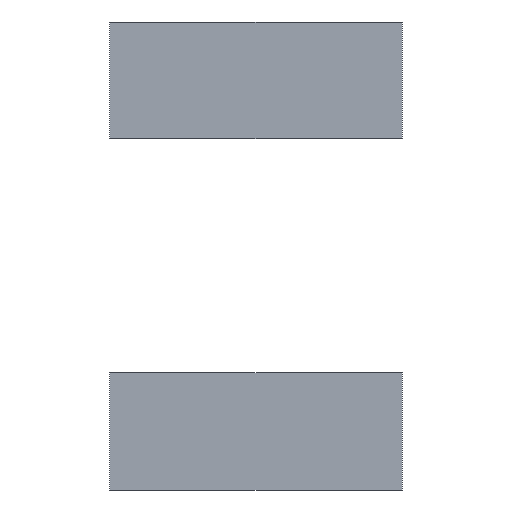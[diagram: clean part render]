
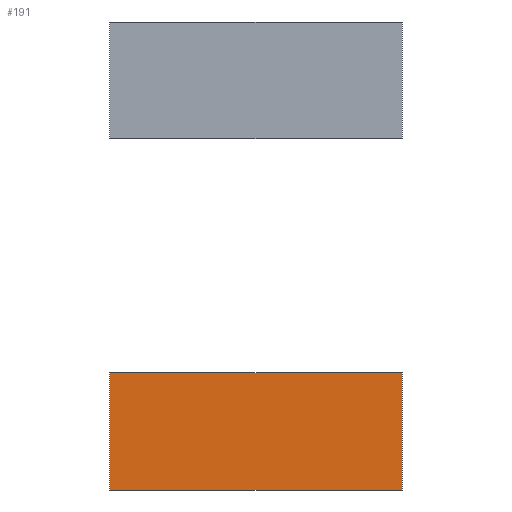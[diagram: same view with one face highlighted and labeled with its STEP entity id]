
A CAD part, front view. The second image highlights one B-rep face of the part: STEP entity #191.
In plain terms, the highlighted planar face has unit normal (0, -1, 0).
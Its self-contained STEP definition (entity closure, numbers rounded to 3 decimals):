
#19=FACE_OUTER_BOUND('',#31,.T.);
#31=EDGE_LOOP('',(#137,#138,#139,#140));
#47=LINE('',#293,#71);
#48=LINE('',#296,#72);
#49=LINE('',#298,#73);
#50=LINE('',#299,#74);
#71=VECTOR('',#240,10.);
#72=VECTOR('',#243,10.);
#73=VECTOR('',#244,10.);
#74=VECTOR('',#245,10.);
#93=VERTEX_POINT('',#289);
#94=VERTEX_POINT('',#291);
#95=VERTEX_POINT('',#295);
#96=VERTEX_POINT('',#297);
#111=EDGE_CURVE('',#93,#94,#47,.T.);
#112=EDGE_CURVE('',#95,#93,#48,.T.);
#113=EDGE_CURVE('',#96,#94,#49,.T.);
#114=EDGE_CURVE('',#95,#96,#50,.T.);
#137=ORIENTED_EDGE('',*,*,#112,.T.);
#138=ORIENTED_EDGE('',*,*,#111,.T.);
#139=ORIENTED_EDGE('',*,*,#113,.F.);
#140=ORIENTED_EDGE('',*,*,#114,.F.);
#179=PLANE('',#218);
#191=ADVANCED_FACE('',(#19),#179,.T.);
#218=AXIS2_PLACEMENT_3D('',#294,#241,#242);
#240=DIRECTION('',(0.,0.,1.));
#241=DIRECTION('center_axis',(0.,-1.,0.));
#242=DIRECTION('ref_axis',(1.,0.,0.));
#243=DIRECTION('',(1.,0.,0.));
#244=DIRECTION('',(1.,0.,0.));
#245=DIRECTION('',(0.,0.,1.));
#289=CARTESIAN_POINT('',(25.,40.,0.));
#291=CARTESIAN_POINT('',(25.,40.,10.));
#293=CARTESIAN_POINT('',(25.,40.,0.));
#294=CARTESIAN_POINT('Origin',(0.,40.,0.));
#295=CARTESIAN_POINT('',(0.,40.,0.));
#296=CARTESIAN_POINT('',(0.,40.,0.));
#297=CARTESIAN_POINT('',(0.,40.,10.));
#298=CARTESIAN_POINT('',(0.,40.,10.));
#299=CARTESIAN_POINT('',(0.,40.,0.));
